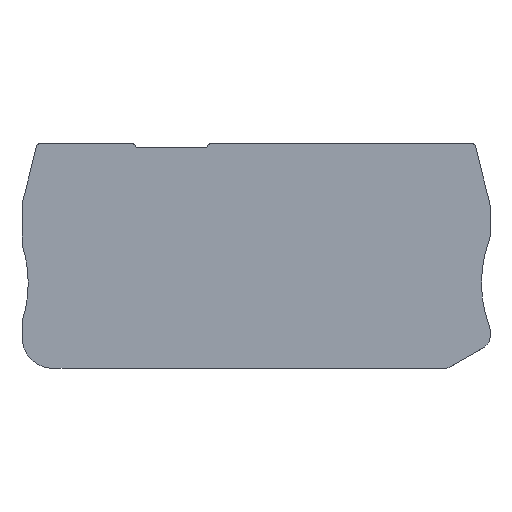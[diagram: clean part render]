
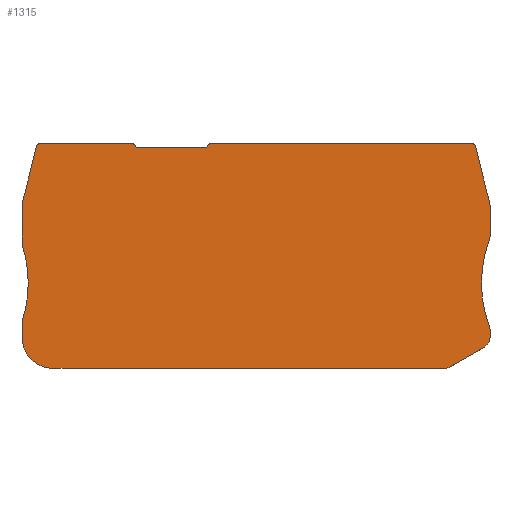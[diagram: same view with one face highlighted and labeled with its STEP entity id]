
A CAD part, top view. The second image highlights one B-rep face of the part: STEP entity #1315.
In plain terms, the highlighted planar face has unit normal (0, 0, 1).
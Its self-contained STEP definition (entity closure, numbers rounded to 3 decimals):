
#288=DIRECTION('',(-1.,0.,0.));
#289=VECTOR('',#288,50.632);
#290=CARTESIAN_POINT('',(459.212,4.332,2.2));
#291=LINE('',#290,#289);
#292=CARTESIAN_POINT('',(408.58,8.332,2.2));
#293=DIRECTION('',(0.,0.,-1.));
#294=DIRECTION('',(0.,-1.,0.));
#295=AXIS2_PLACEMENT_3D('',#292,#293,#294);
#297=DIRECTION('',(0.,1.,0.));
#298=VECTOR('',#297,1.846);
#299=CARTESIAN_POINT('',(404.58,8.332,2.2));
#300=LINE('',#299,#298);
#301=CARTESIAN_POINT('',(405.58,10.178,2.2));
#302=DIRECTION('',(0.,0.,-1.));
#303=DIRECTION('',(-1.,0.,0.));
#304=AXIS2_PLACEMENT_3D('',#301,#302,#303);
#306=CARTESIAN_POINT('',(389.38,15.332,2.2));
#307=DIRECTION('',(0.,0.,1.));
#308=DIRECTION('',(0.953,-0.303,0.));
#309=AXIS2_PLACEMENT_3D('',#306,#307,#308);
#311=CARTESIAN_POINT('',(389.38,15.332,2.2));
#312=DIRECTION('',(0.,0.,1.));
#313=DIRECTION('',(1.,0.,0.));
#314=AXIS2_PLACEMENT_3D('',#311,#312,#313);
#316=CARTESIAN_POINT('',(405.58,20.486,2.2));
#317=DIRECTION('',(0.,0.,-1.));
#318=DIRECTION('',(-0.953,-0.303,0.));
#319=AXIS2_PLACEMENT_3D('',#316,#317,#318);
#321=DIRECTION('',(0.,1.,0.));
#322=VECTOR('',#321,4.903);
#323=CARTESIAN_POINT('',(404.58,20.486,2.2));
#324=LINE('',#323,#322);
#325=CARTESIAN_POINT('',(405.58,25.388,2.2));
#326=DIRECTION('',(0.,0.,-1.));
#327=DIRECTION('',(-1.,0.,0.));
#328=AXIS2_PLACEMENT_3D('',#325,#326,#327);
#330=DIRECTION('',(0.242,0.97,0.));
#331=VECTOR('',#330,7.547);
#332=CARTESIAN_POINT('',(404.61,25.63,2.2));
#333=LINE('',#332,#331);
#334=CARTESIAN_POINT('',(406.921,32.832,2.2));
#335=DIRECTION('',(0.,0.,-1.));
#336=DIRECTION('',(-0.97,0.242,0.));
#337=AXIS2_PLACEMENT_3D('',#334,#335,#336);
#339=DIRECTION('',(1.,0.,0.));
#340=VECTOR('',#339,11.848);
#341=CARTESIAN_POINT('',(406.921,33.332,2.2));
#342=LINE('',#341,#340);
#343=CARTESIAN_POINT('',(418.769,32.832,2.2));
#344=DIRECTION('',(0.,0.,-1.));
#345=DIRECTION('',(0.,1.,0.));
#346=AXIS2_PLACEMENT_3D('',#343,#344,#345);
#348=DIRECTION('',(0.358,-0.934,0.));
#349=VECTOR('',#348,0.192);
#350=CARTESIAN_POINT('',(419.235,33.011,2.2));
#351=LINE('',#350,#349);
#352=DIRECTION('',(1.,0.,0.));
#353=VECTOR('',#352,9.152);
#354=CARTESIAN_POINT('',(419.304,32.832,2.2));
#355=LINE('',#354,#353);
#356=DIRECTION('',(0.358,0.934,0.));
#357=VECTOR('',#356,0.192);
#358=CARTESIAN_POINT('',(428.456,32.832,2.2));
#359=LINE('',#358,#357);
#360=CARTESIAN_POINT('',(428.991,32.832,2.2));
#361=DIRECTION('',(0.,0.,-1.));
#362=DIRECTION('',(-0.934,0.358,0.));
#363=AXIS2_PLACEMENT_3D('',#360,#361,#362);
#365=DIRECTION('',(1.,0.,0.));
#366=VECTOR('',#365,33.648);
#367=CARTESIAN_POINT('',(428.991,33.332,2.2));
#368=LINE('',#367,#366);
#369=CARTESIAN_POINT('',(462.639,32.832,2.2));
#370=DIRECTION('',(0.,0.,-1.));
#371=DIRECTION('',(0.,1.,0.));
#372=AXIS2_PLACEMENT_3D('',#369,#370,#371);
#374=DIRECTION('',(0.242,-0.97,0.));
#375=VECTOR('',#374,7.547);
#376=CARTESIAN_POINT('',(463.125,32.953,2.2));
#377=LINE('',#376,#375);
#378=CARTESIAN_POINT('',(463.98,25.388,2.2));
#379=DIRECTION('',(0.,0.,-1.));
#380=DIRECTION('',(0.97,0.242,0.));
#381=AXIS2_PLACEMENT_3D('',#378,#379,#380);
#383=DIRECTION('',(0.,-1.,0.));
#384=VECTOR('',#383,4.04);
#385=CARTESIAN_POINT('',(464.98,25.388,2.2));
#386=LINE('',#385,#384);
#387=CARTESIAN_POINT('',(463.98,21.348,2.2));
#388=DIRECTION('',(0.,0.,-1.));
#389=DIRECTION('',(1.,0.,0.));
#390=AXIS2_PLACEMENT_3D('',#387,#388,#389);
#392=CARTESIAN_POINT('',(479.88,15.332,2.2));
#393=DIRECTION('',(0.,0.,1.));
#394=DIRECTION('',(-0.935,0.354,0.));
#395=AXIS2_PLACEMENT_3D('',#392,#393,#394);
#397=CARTESIAN_POINT('',(479.88,15.332,2.2));
#398=DIRECTION('',(0.,0.,1.));
#399=DIRECTION('',(-1.,0.,0.));
#400=AXIS2_PLACEMENT_3D('',#397,#398,#399);
#402=CARTESIAN_POINT('',(463.98,9.316,2.2));
#403=DIRECTION('',(0.,0.,-1.));
#404=DIRECTION('',(0.935,0.354,0.));
#405=AXIS2_PLACEMENT_3D('',#402,#403,#404);
#407=DIRECTION('',(0.,-1.,0.));
#408=VECTOR('',#407,0.943);
#409=CARTESIAN_POINT('',(464.98,9.316,2.2));
#410=LINE('',#409,#408);
#411=CARTESIAN_POINT('',(463.48,8.374,2.2));
#412=DIRECTION('',(0.,0.,-1.));
#413=DIRECTION('',(1.,0.,0.));
#414=AXIS2_PLACEMENT_3D('',#411,#412,#413);
#416=DIRECTION('',(-0.866,-0.5,0.));
#417=VECTOR('',#416,5.217);
#418=CARTESIAN_POINT('',(464.23,7.075,2.2));
#419=LINE('',#418,#417);
#420=CARTESIAN_POINT('',(459.212,5.332,2.2));
#421=DIRECTION('',(0.,0.,-1.));
#422=DIRECTION('',(0.5,-0.866,0.));
#423=AXIS2_PLACEMENT_3D('',#420,#421,#422);
#529=CARTESIAN_POINT('',(408.58,4.332,2.2));
#530=VERTEX_POINT('',#529);
#531=CARTESIAN_POINT('',(459.212,4.332,2.2));
#532=VERTEX_POINT('',#531);
#533=CARTESIAN_POINT('',(404.58,8.332,2.2));
#534=VERTEX_POINT('',#533);
#535=CARTESIAN_POINT('',(404.58,10.178,2.2));
#536=VERTEX_POINT('',#535);
#537=CARTESIAN_POINT('',(404.627,10.482,2.2));
#538=VERTEX_POINT('',#537);
#539=CARTESIAN_POINT('',(404.627,20.183,2.2));
#540=VERTEX_POINT('',#539);
#541=CARTESIAN_POINT('',(405.38,15.332,2.2));
#542=VERTEX_POINT('',#541);
#543=CARTESIAN_POINT('',(404.58,20.486,2.2));
#544=VERTEX_POINT('',#543);
#545=CARTESIAN_POINT('',(404.58,25.388,2.2));
#546=VERTEX_POINT('',#545);
#547=CARTESIAN_POINT('',(404.61,25.63,2.2));
#548=VERTEX_POINT('',#547);
#549=CARTESIAN_POINT('',(406.436,32.953,2.2));
#550=VERTEX_POINT('',#549);
#551=CARTESIAN_POINT('',(406.921,33.332,2.2));
#552=VERTEX_POINT('',#551);
#553=CARTESIAN_POINT('',(418.769,33.332,2.2));
#554=VERTEX_POINT('',#553);
#555=CARTESIAN_POINT('',(419.235,33.011,2.2));
#556=VERTEX_POINT('',#555);
#557=CARTESIAN_POINT('',(419.304,32.832,2.2));
#558=VERTEX_POINT('',#557);
#559=CARTESIAN_POINT('',(428.456,32.832,2.2));
#560=VERTEX_POINT('',#559);
#561=CARTESIAN_POINT('',(428.525,33.011,2.2));
#562=VERTEX_POINT('',#561);
#563=CARTESIAN_POINT('',(428.991,33.332,2.2));
#564=VERTEX_POINT('',#563);
#565=CARTESIAN_POINT('',(462.639,33.332,2.2));
#566=VERTEX_POINT('',#565);
#567=CARTESIAN_POINT('',(463.125,32.953,2.2));
#568=VERTEX_POINT('',#567);
#569=CARTESIAN_POINT('',(464.95,25.63,2.2));
#570=VERTEX_POINT('',#569);
#571=CARTESIAN_POINT('',(464.98,25.388,2.2));
#572=VERTEX_POINT('',#571);
#573=CARTESIAN_POINT('',(464.98,21.348,2.2));
#574=VERTEX_POINT('',#573);
#575=CARTESIAN_POINT('',(464.915,20.994,2.2));
#576=VERTEX_POINT('',#575);
#577=CARTESIAN_POINT('',(464.915,9.67,2.2));
#578=VERTEX_POINT('',#577);
#579=CARTESIAN_POINT('',(463.88,15.332,2.2));
#580=VERTEX_POINT('',#579);
#581=CARTESIAN_POINT('',(464.98,9.316,2.2));
#582=VERTEX_POINT('',#581);
#583=CARTESIAN_POINT('',(464.98,8.374,2.2));
#584=VERTEX_POINT('',#583);
#585=CARTESIAN_POINT('',(464.23,7.075,2.2));
#586=VERTEX_POINT('',#585);
#587=CARTESIAN_POINT('',(459.712,4.466,2.2));
#588=VERTEX_POINT('',#587);
#1278=CARTESIAN_POINT('',(0.,0.,2.2));
#1279=DIRECTION('',(0.,0.,1.));
#1280=DIRECTION('',(1.,0.,0.));
#1281=AXIS2_PLACEMENT_3D('',#1278,#1279,#1280);
#1282=PLANE('',#1281);
#1283=ORIENTED_EDGE('',*,*,#692,.T.);
#1284=ORIENTED_EDGE('',*,*,#714,.T.);
#1285=ORIENTED_EDGE('',*,*,#735,.T.);
#1286=ORIENTED_EDGE('',*,*,#756,.T.);
#1287=ORIENTED_EDGE('',*,*,#780,.T.);
#1288=ORIENTED_EDGE('',*,*,#778,.T.);
#1289=ORIENTED_EDGE('',*,*,#801,.T.);
#1290=ORIENTED_EDGE('',*,*,#822,.T.);
#1291=ORIENTED_EDGE('',*,*,#843,.T.);
#1292=ORIENTED_EDGE('',*,*,#864,.T.);
#1293=ORIENTED_EDGE('',*,*,#885,.T.);
#1294=ORIENTED_EDGE('',*,*,#906,.T.);
#1295=ORIENTED_EDGE('',*,*,#927,.T.);
#1296=ORIENTED_EDGE('',*,*,#948,.T.);
#1297=ORIENTED_EDGE('',*,*,#969,.T.);
#1298=ORIENTED_EDGE('',*,*,#990,.T.);
#1299=ORIENTED_EDGE('',*,*,#1011,.T.);
#1300=ORIENTED_EDGE('',*,*,#1032,.T.);
#1301=ORIENTED_EDGE('',*,*,#1053,.T.);
#1302=ORIENTED_EDGE('',*,*,#1074,.T.);
#1303=ORIENTED_EDGE('',*,*,#1095,.T.);
#1304=ORIENTED_EDGE('',*,*,#1116,.T.);
#1305=ORIENTED_EDGE('',*,*,#1137,.T.);
#1306=ORIENTED_EDGE('',*,*,#1161,.T.);
#1307=ORIENTED_EDGE('',*,*,#1159,.T.);
#1308=ORIENTED_EDGE('',*,*,#1182,.T.);
#1309=ORIENTED_EDGE('',*,*,#1203,.T.);
#1310=ORIENTED_EDGE('',*,*,#1224,.T.);
#1311=ORIENTED_EDGE('',*,*,#1245,.T.);
#1312=ORIENTED_EDGE('',*,*,#1265,.T.);
#1313=EDGE_LOOP('',(#1283,#1284,#1285,#1286,#1287,#1288,#1289,#1290,#1291,#1292,
#1293,#1294,#1295,#1296,#1297,#1298,#1299,#1300,#1301,#1302,#1303,#1304,#1305,
#1306,#1307,#1308,#1309,#1310,#1311,#1312));
#1314=FACE_OUTER_BOUND('',#1313,.F.);
#1315=ADVANCED_FACE('',(#1314),#1282,.T.);
#296=CIRCLE('',#295,4.);
#305=CIRCLE('',#304,1.);
#310=CIRCLE('',#309,16.);
#315=CIRCLE('',#314,16.);
#320=CIRCLE('',#319,1.);
#329=CIRCLE('',#328,1.);
#338=CIRCLE('',#337,0.5);
#347=CIRCLE('',#346,0.5);
#364=CIRCLE('',#363,0.5);
#373=CIRCLE('',#372,0.5);
#382=CIRCLE('',#381,1.);
#391=CIRCLE('',#390,1.);
#396=CIRCLE('',#395,16.);
#401=CIRCLE('',#400,16.);
#406=CIRCLE('',#405,1.);
#415=CIRCLE('',#414,1.5);
#424=CIRCLE('',#423,1.);
#692=EDGE_CURVE('',#532,#530,#291,.T.);
#714=EDGE_CURVE('',#530,#534,#296,.T.);
#735=EDGE_CURVE('',#534,#536,#300,.T.);
#756=EDGE_CURVE('',#536,#538,#305,.T.);
#778=EDGE_CURVE('',#542,#540,#315,.T.);
#780=EDGE_CURVE('',#538,#542,#310,.T.);
#801=EDGE_CURVE('',#540,#544,#320,.T.);
#822=EDGE_CURVE('',#544,#546,#324,.T.);
#843=EDGE_CURVE('',#546,#548,#329,.T.);
#864=EDGE_CURVE('',#548,#550,#333,.T.);
#885=EDGE_CURVE('',#550,#552,#338,.T.);
#906=EDGE_CURVE('',#552,#554,#342,.T.);
#927=EDGE_CURVE('',#554,#556,#347,.T.);
#948=EDGE_CURVE('',#556,#558,#351,.T.);
#969=EDGE_CURVE('',#558,#560,#355,.T.);
#990=EDGE_CURVE('',#560,#562,#359,.T.);
#1011=EDGE_CURVE('',#562,#564,#364,.T.);
#1032=EDGE_CURVE('',#564,#566,#368,.T.);
#1053=EDGE_CURVE('',#566,#568,#373,.T.);
#1074=EDGE_CURVE('',#568,#570,#377,.T.);
#1095=EDGE_CURVE('',#570,#572,#382,.T.);
#1116=EDGE_CURVE('',#572,#574,#386,.T.);
#1137=EDGE_CURVE('',#574,#576,#391,.T.);
#1159=EDGE_CURVE('',#580,#578,#401,.T.);
#1161=EDGE_CURVE('',#576,#580,#396,.T.);
#1182=EDGE_CURVE('',#578,#582,#406,.T.);
#1203=EDGE_CURVE('',#582,#584,#410,.T.);
#1224=EDGE_CURVE('',#584,#586,#415,.T.);
#1245=EDGE_CURVE('',#586,#588,#419,.T.);
#1265=EDGE_CURVE('',#588,#532,#424,.T.);
